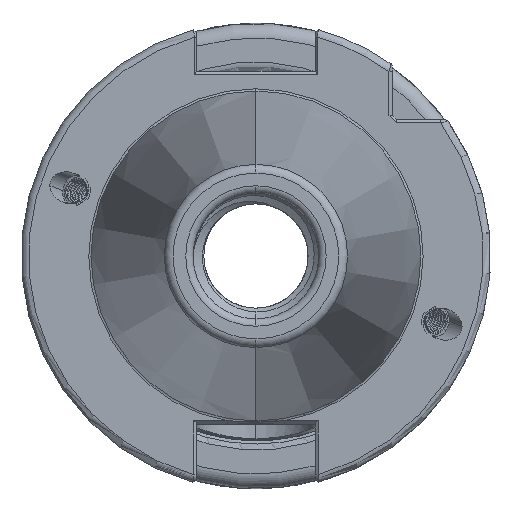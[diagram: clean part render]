
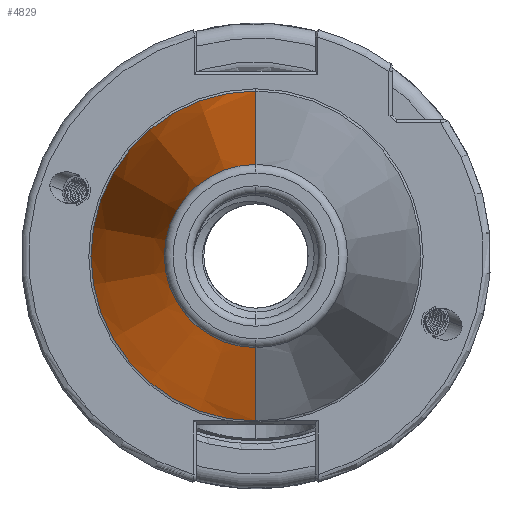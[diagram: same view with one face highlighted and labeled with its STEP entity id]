
A CAD part, left-side view. The second image highlights one B-rep face of the part: STEP entity #4829.
In plain terms, the highlighted conical face has half-angle 8.297 degrees and reference radius 22.692 mm.
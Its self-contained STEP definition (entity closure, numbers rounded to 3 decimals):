
#1637 = CARTESIAN_POINT ( 'NONE',  ( -2.5, 0., 22.327 ) ) ;
#1641 = CARTESIAN_POINT ( 'NONE',  ( -2.5, 0., -22.327 ) ) ;
#2733 = AXIS2_PLACEMENT_3D ( 'NONE', #3976, #4007, #3985 ) ;
#2852 = AXIS2_PLACEMENT_3D ( 'NONE', #20768, #20786, #20803 ) ;
#3092 = AXIS2_PLACEMENT_3D ( 'NONE', #16660, #16658, #16677 ) ;
#3976 = CARTESIAN_POINT ( 'NONE',  ( -70.573, 0., 0. ) ) ;
#3985 = DIRECTION ( 'NONE',  ( 0., 0., 1. ) ) ;
#4007 = DIRECTION ( 'NONE',  ( 1., 0., 0. ) ) ;
#4829 = ADVANCED_FACE ( 'NONE', ( #5587 ), #5673, .T. ) ;
#5587 = FACE_OUTER_BOUND ( 'NONE', #7715, .T. ) ;
#5673 = CONICAL_SURFACE ( 'NONE', #2852, 22.692, 0.145 ) ;
#7715 = EDGE_LOOP ( 'NONE', ( #22840, #25930, #22727, #22819 ) ) ;
#9517 = CARTESIAN_POINT ( 'NONE',  ( -70.573, 0., -12.4 ) ) ;
#9587 = CARTESIAN_POINT ( 'NONE',  ( -70.573, 0., 12.4 ) ) ;
#16658 = DIRECTION ( 'NONE',  ( 1., 0., 0. ) ) ;
#16660 = CARTESIAN_POINT ( 'NONE',  ( -2.5, 0., 0. ) ) ;
#16677 = DIRECTION ( 'NONE',  ( 0., 0., -1. ) ) ;
#16744 = CARTESIAN_POINT ( 'NONE',  ( 0., 0., 22.692 ) ) ;
#16770 = DIRECTION ( 'NONE',  ( 0.99, 0., 0.144 ) ) ;
#17051 = VERTEX_POINT ( 'NONE', #1641 ) ;
#17064 = VERTEX_POINT ( 'NONE', #1637 ) ;
#17456 = CIRCLE ( 'NONE', #2733, 12.4 ) ;
#18057 = CIRCLE ( 'NONE', #3092, 22.327 ) ;
#18096 = LINE ( 'NONE', #16744, #18100 ) ;
#18099 = LINE ( 'NONE', #18901, #18101 ) ;
#18100 = VECTOR ( 'NONE', #16770, 1000. ) ;
#18101 = VECTOR ( 'NONE', #18925, 1000. ) ;
#18901 = CARTESIAN_POINT ( 'NONE',  ( 0., 0., -22.692 ) ) ;
#18925 = DIRECTION ( 'NONE',  ( 0.99, 0., -0.144 ) ) ;
#20768 = CARTESIAN_POINT ( 'NONE',  ( 0., 0., 0. ) ) ;
#20786 = DIRECTION ( 'NONE',  ( 1., 0., 0. ) ) ;
#20803 = DIRECTION ( 'NONE',  ( 0., 0., -1. ) ) ;
#21237 = EDGE_CURVE ( 'NONE', #17051, #17064, #18057, .T. ) ;
#21245 = EDGE_CURVE ( 'NONE', #23648, #17064, #18096, .T. ) ;
#21289 = EDGE_CURVE ( 'NONE', #23415, #17051, #18099, .T. ) ;
#21638 = EDGE_CURVE ( 'NONE', #23415, #23648, #17456, .T. ) ;
#22727 = ORIENTED_EDGE ( 'NONE', *, *, #21237, .F. ) ;
#22819 = ORIENTED_EDGE ( 'NONE', *, *, #21289, .F. ) ;
#22840 = ORIENTED_EDGE ( 'NONE', *, *, #21638, .T. ) ;
#23415 = VERTEX_POINT ( 'NONE', #9517 ) ;
#23648 = VERTEX_POINT ( 'NONE', #9587 ) ;
#25930 = ORIENTED_EDGE ( 'NONE', *, *, #21245, .T. ) ;
